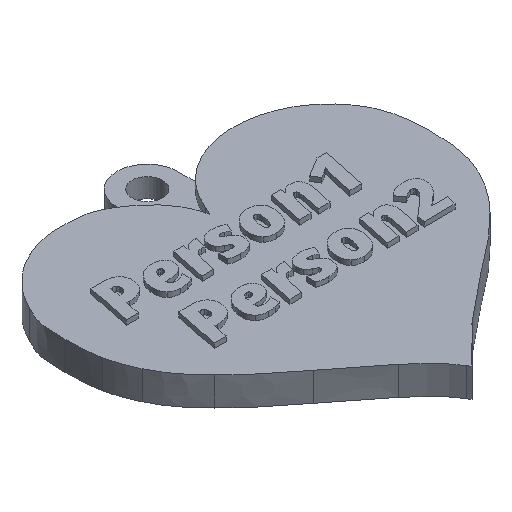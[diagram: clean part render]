
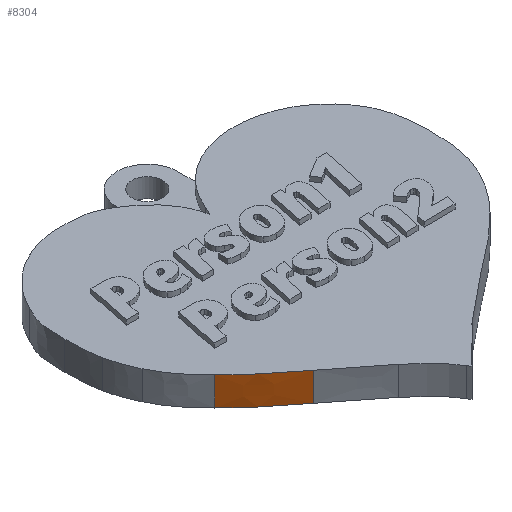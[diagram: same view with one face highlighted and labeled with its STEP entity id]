
A CAD part, isometric view. The second image highlights one B-rep face of the part: STEP entity #8304.
In plain terms, the highlighted face is a extrusion surface.
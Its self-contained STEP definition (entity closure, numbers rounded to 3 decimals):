
#613 = PLANE('',#614);
#614 = AXIS2_PLACEMENT_3D('',#615,#616,#617);
#615 = CARTESIAN_POINT('',(-0.305,-27.232,3.));
#616 = DIRECTION('',(0.,0.,-1.));
#617 = DIRECTION('',(-1.,0.,0.));
#1431 = VERTEX_POINT('',#1432);
#1432 = CARTESIAN_POINT('',(-8.742,-19.638,3.));
#1448 = SURFACE_OF_LINEAR_EXTRUSION('',#1449,#1454);
#1449 = B_SPLINE_CURVE_WITH_KNOTS('',3,(#1450,#1451,#1452,#1453),
  .UNSPECIFIED.,.F.,.F.,(4,4),(0.,1.),.PIECEWISE_BEZIER_KNOTS.);
#1450 = CARTESIAN_POINT('',(-3.72,-23.573,0.));
#1451 = CARTESIAN_POINT('',(-4.71,-22.723,0.));
#1452 = CARTESIAN_POINT('',(-5.313,-22.251,0.));
#1453 = CARTESIAN_POINT('',(-8.742,-19.638,0.));
#1454 = VECTOR('',#1455,1.);
#1455 = DIRECTION('',(-0.,-0.,-1.));
#1463 = EDGE_CURVE('',#1431,#1464,#1466,.T.);
#1464 = VERTEX_POINT('',#1465);
#1465 = CARTESIAN_POINT('',(-14.325,-14.907,3.));
#1466 = SURFACE_CURVE('',#1467,(#1472,#1480),.PCURVE_S1.);
#1467 = B_SPLINE_CURVE_WITH_KNOTS('',3,(#1468,#1469,#1470,#1471),
  .UNSPECIFIED.,.F.,.F.,(4,4),(0.,1.),.PIECEWISE_BEZIER_KNOTS.);
#1468 = CARTESIAN_POINT('',(-8.742,-19.638,3.));
#1469 = CARTESIAN_POINT('',(-11.43,-17.59,3.));
#1470 = CARTESIAN_POINT('',(-12.771,-16.454,3.));
#1471 = CARTESIAN_POINT('',(-14.325,-14.907,3.));
#1472 = PCURVE('',#613,#1473);
#1473 = DEFINITIONAL_REPRESENTATION('',(#1474),#1479);
#1474 = B_SPLINE_CURVE_WITH_KNOTS('',3,(#1475,#1476,#1477,#1478),
  .UNSPECIFIED.,.F.,.F.,(4,4),(0.,1.),.PIECEWISE_BEZIER_KNOTS.);
#1475 = CARTESIAN_POINT('',(8.437,7.594));
#1476 = CARTESIAN_POINT('',(11.125,9.641));
#1477 = CARTESIAN_POINT('',(12.466,10.778));
#1478 = CARTESIAN_POINT('',(14.02,12.325));
#1479 = ( GEOMETRIC_REPRESENTATION_CONTEXT(2) 
PARAMETRIC_REPRESENTATION_CONTEXT() REPRESENTATION_CONTEXT('2D SPACE',''
  ) );
#1480 = PCURVE('',#1481,#1489);
#1481 = SURFACE_OF_LINEAR_EXTRUSION('',#1482,#1487);
#1482 = B_SPLINE_CURVE_WITH_KNOTS('',3,(#1483,#1484,#1485,#1486),
  .UNSPECIFIED.,.F.,.F.,(4,4),(0.,1.),.PIECEWISE_BEZIER_KNOTS.);
#1483 = CARTESIAN_POINT('',(-8.742,-19.638,0.));
#1484 = CARTESIAN_POINT('',(-11.43,-17.59,0.));
#1485 = CARTESIAN_POINT('',(-12.771,-16.454,0.));
#1486 = CARTESIAN_POINT('',(-14.325,-14.907,0.));
#1487 = VECTOR('',#1488,1.);
#1488 = DIRECTION('',(-0.,-0.,-1.));
#1489 = DEFINITIONAL_REPRESENTATION('',(#1490),#1494);
#1490 = LINE('',#1491,#1492);
#1491 = CARTESIAN_POINT('',(0.,-3.));
#1492 = VECTOR('',#1493,1.);
#1493 = DIRECTION('',(1.,0.));
#1494 = ( GEOMETRIC_REPRESENTATION_CONTEXT(2) 
PARAMETRIC_REPRESENTATION_CONTEXT() REPRESENTATION_CONTEXT('2D SPACE',''
  ) );
#1514 = SURFACE_OF_LINEAR_EXTRUSION('',#1515,#1520);
#1515 = B_SPLINE_CURVE_WITH_KNOTS('',3,(#1516,#1517,#1518,#1519),
  .UNSPECIFIED.,.F.,.F.,(4,4),(0.,1.),.PIECEWISE_BEZIER_KNOTS.);
#1516 = CARTESIAN_POINT('',(-14.325,-14.907,0.));
#1517 = CARTESIAN_POINT('',(-15.878,-13.361,0.));
#1518 = CARTESIAN_POINT('',(-16.791,-12.129,0.));
#1519 = CARTESIAN_POINT('',(-17.575,-10.523,0.));
#1520 = VECTOR('',#1521,1.);
#1521 = DIRECTION('',(-0.,-0.,-1.));
#8139 = PLANE('',#8140);
#8140 = AXIS2_PLACEMENT_3D('',#8141,#8142,#8143);
#8141 = CARTESIAN_POINT('',(-0.033,-27.664,0.));
#8142 = DIRECTION('',(0.,0.,1.));
#8143 = DIRECTION('',(1.,0.,0.));
#8208 = EDGE_CURVE('',#8209,#1431,#8211,.T.);
#8209 = VERTEX_POINT('',#8210);
#8210 = CARTESIAN_POINT('',(-8.742,-19.638,0.));
#8211 = SURFACE_CURVE('',#8212,(#8216,#8223),.PCURVE_S1.);
#8212 = LINE('',#8213,#8214);
#8213 = CARTESIAN_POINT('',(-8.742,-19.638,0.));
#8214 = VECTOR('',#8215,1.);
#8215 = DIRECTION('',(0.,0.,1.));
#8216 = PCURVE('',#1448,#8217);
#8217 = DEFINITIONAL_REPRESENTATION('',(#8218),#8222);
#8218 = LINE('',#8219,#8220);
#8219 = CARTESIAN_POINT('',(1.,0.));
#8220 = VECTOR('',#8221,1.);
#8221 = DIRECTION('',(0.,-1.));
#8222 = ( GEOMETRIC_REPRESENTATION_CONTEXT(2) 
PARAMETRIC_REPRESENTATION_CONTEXT() REPRESENTATION_CONTEXT('2D SPACE',''
  ) );
#8223 = PCURVE('',#1481,#8224);
#8224 = DEFINITIONAL_REPRESENTATION('',(#8225),#8229);
#8225 = LINE('',#8226,#8227);
#8226 = CARTESIAN_POINT('',(0.,0.));
#8227 = VECTOR('',#8228,1.);
#8228 = DIRECTION('',(0.,-1.));
#8229 = ( GEOMETRIC_REPRESENTATION_CONTEXT(2) 
PARAMETRIC_REPRESENTATION_CONTEXT() REPRESENTATION_CONTEXT('2D SPACE',''
  ) );
#8304 = ADVANCED_FACE('',(#8305),#1481,.T.);
#8305 = FACE_BOUND('',#8306,.T.);
#8306 = EDGE_LOOP('',(#8307,#8308,#8309,#8332));
#8307 = ORIENTED_EDGE('',*,*,#8208,.T.);
#8308 = ORIENTED_EDGE('',*,*,#1463,.T.);
#8309 = ORIENTED_EDGE('',*,*,#8310,.F.);
#8310 = EDGE_CURVE('',#8311,#1464,#8313,.T.);
#8311 = VERTEX_POINT('',#8312);
#8312 = CARTESIAN_POINT('',(-14.325,-14.907,0.));
#8313 = SURFACE_CURVE('',#8314,(#8318,#8325),.PCURVE_S1.);
#8314 = LINE('',#8315,#8316);
#8315 = CARTESIAN_POINT('',(-14.325,-14.907,0.));
#8316 = VECTOR('',#8317,1.);
#8317 = DIRECTION('',(0.,0.,1.));
#8318 = PCURVE('',#1481,#8319);
#8319 = DEFINITIONAL_REPRESENTATION('',(#8320),#8324);
#8320 = LINE('',#8321,#8322);
#8321 = CARTESIAN_POINT('',(1.,0.));
#8322 = VECTOR('',#8323,1.);
#8323 = DIRECTION('',(0.,-1.));
#8324 = ( GEOMETRIC_REPRESENTATION_CONTEXT(2) 
PARAMETRIC_REPRESENTATION_CONTEXT() REPRESENTATION_CONTEXT('2D SPACE',''
  ) );
#8325 = PCURVE('',#1514,#8326);
#8326 = DEFINITIONAL_REPRESENTATION('',(#8327),#8331);
#8327 = LINE('',#8328,#8329);
#8328 = CARTESIAN_POINT('',(0.,0.));
#8329 = VECTOR('',#8330,1.);
#8330 = DIRECTION('',(0.,-1.));
#8331 = ( GEOMETRIC_REPRESENTATION_CONTEXT(2) 
PARAMETRIC_REPRESENTATION_CONTEXT() REPRESENTATION_CONTEXT('2D SPACE',''
  ) );
#8332 = ORIENTED_EDGE('',*,*,#8333,.F.);
#8333 = EDGE_CURVE('',#8209,#8311,#8334,.T.);
#8334 = SURFACE_CURVE('',#8335,(#8340,#8347),.PCURVE_S1.);
#8335 = B_SPLINE_CURVE_WITH_KNOTS('',3,(#8336,#8337,#8338,#8339),
  .UNSPECIFIED.,.F.,.F.,(4,4),(0.,1.),.PIECEWISE_BEZIER_KNOTS.);
#8336 = CARTESIAN_POINT('',(-8.742,-19.638,0.));
#8337 = CARTESIAN_POINT('',(-11.43,-17.59,0.));
#8338 = CARTESIAN_POINT('',(-12.771,-16.454,0.));
#8339 = CARTESIAN_POINT('',(-14.325,-14.907,0.));
#8340 = PCURVE('',#1481,#8341);
#8341 = DEFINITIONAL_REPRESENTATION('',(#8342),#8346);
#8342 = LINE('',#8343,#8344);
#8343 = CARTESIAN_POINT('',(0.,0.));
#8344 = VECTOR('',#8345,1.);
#8345 = DIRECTION('',(1.,0.));
#8346 = ( GEOMETRIC_REPRESENTATION_CONTEXT(2) 
PARAMETRIC_REPRESENTATION_CONTEXT() REPRESENTATION_CONTEXT('2D SPACE',''
  ) );
#8347 = PCURVE('',#8139,#8348);
#8348 = DEFINITIONAL_REPRESENTATION('',(#8349),#8354);
#8349 = B_SPLINE_CURVE_WITH_KNOTS('',3,(#8350,#8351,#8352,#8353),
  .UNSPECIFIED.,.F.,.F.,(4,4),(0.,1.),.PIECEWISE_BEZIER_KNOTS.);
#8350 = CARTESIAN_POINT('',(-8.709,8.026));
#8351 = CARTESIAN_POINT('',(-11.397,10.074));
#8352 = CARTESIAN_POINT('',(-12.738,11.21));
#8353 = CARTESIAN_POINT('',(-14.292,12.757));
#8354 = ( GEOMETRIC_REPRESENTATION_CONTEXT(2) 
PARAMETRIC_REPRESENTATION_CONTEXT() REPRESENTATION_CONTEXT('2D SPACE',''
  ) );
